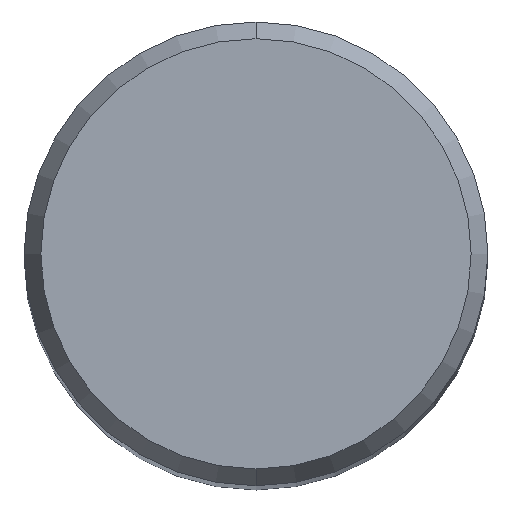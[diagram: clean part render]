
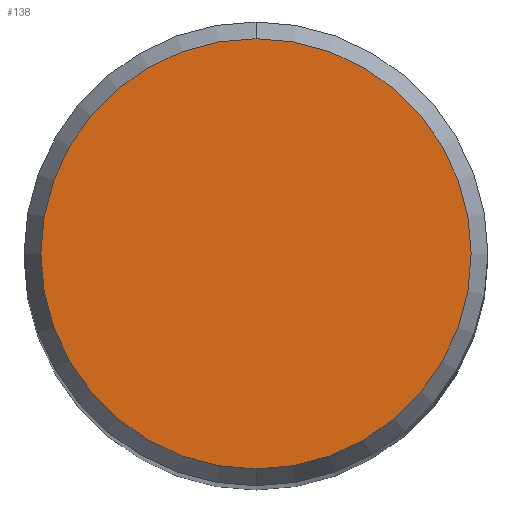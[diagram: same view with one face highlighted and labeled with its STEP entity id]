
A CAD part, top view. The second image highlights one B-rep face of the part: STEP entity #138.
In plain terms, the highlighted planar face has unit normal (0, 0, 1).
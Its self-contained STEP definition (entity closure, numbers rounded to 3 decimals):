
#132=EDGE_CURVE('',#212,#184,#283,.T.);
#138=ADVANCED_FACE('',(#289),#290,.T.);
#172=EDGE_CURVE('',#184,#212,#328,.T.);
#184=VERTEX_POINT('',#341);
#212=VERTEX_POINT('',#372);
#283=CIRCLE('',#448,5.892);
#289=FACE_OUTER_BOUND('',#456,.T.);
#290=PLANE('',#457);
#328=CIRCLE('',#506,5.892);
#341=CARTESIAN_POINT('',(0.0,5.892,0.0));
#372=CARTESIAN_POINT('',(0.,-5.892,0.0));
#448=AXIS2_PLACEMENT_3D('',#636,#637,#638);
#456=EDGE_LOOP('',(#641,#642));
#457=AXIS2_PLACEMENT_3D('',#643,#644,#645);
#506=AXIS2_PLACEMENT_3D('',#690,#691,#692);
#636=CARTESIAN_POINT('',(0.0,0.0,0.0));
#637=DIRECTION('',(0.0,0.0,-1.0));
#638=DIRECTION('',(0.0,1.0,0.0));
#641=ORIENTED_EDGE('',*,*,#172,.F.);
#642=ORIENTED_EDGE('',*,*,#132,.F.);
#643=CARTESIAN_POINT('',(0.0,2.946,0.0));
#644=DIRECTION('',(-0.0,0.0,1.0));
#645=DIRECTION('',(0.0,-1.0,0.0));
#690=CARTESIAN_POINT('',(0.0,0.0,0.0));
#691=DIRECTION('',(0.0,0.0,-1.0));
#692=DIRECTION('',(0.0,1.0,0.0));
